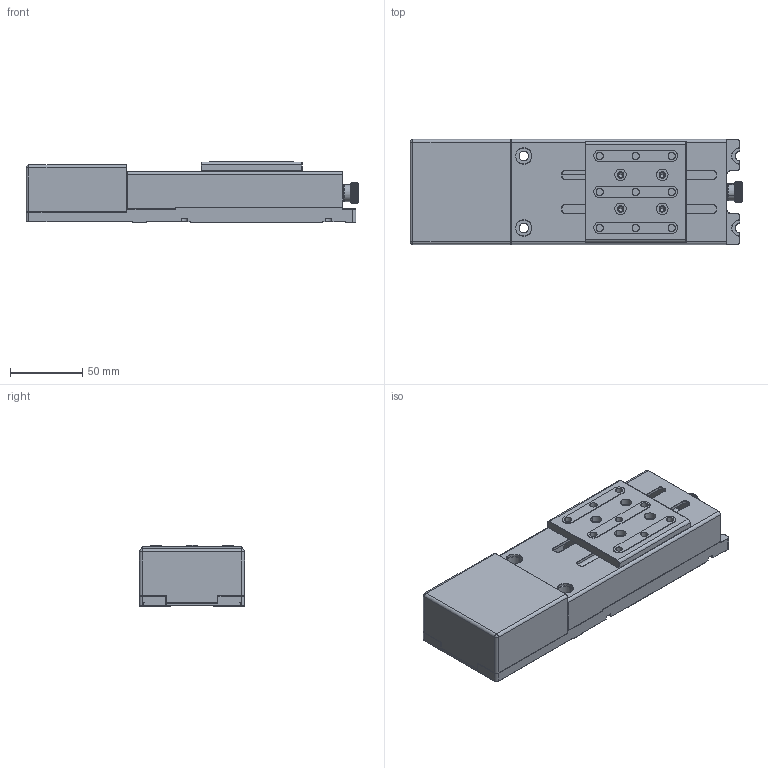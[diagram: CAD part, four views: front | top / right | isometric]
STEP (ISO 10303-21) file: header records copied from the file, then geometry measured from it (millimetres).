
FILE_DESCRIPTION (( 'STEP AP203' ), '1' );
FILE_NAME ('528652.STEP', '2024-09-21T07:57:55', ( '' ), ( '' ), 'SwSTEP 2.0', 'SolidWorks 2020', '' );
FILE_SCHEMA (( 'CONFIG_CONTROL_DESIGN' ));
Length unit declared in the file: millimetre
Products named in the file (1): 528652
Bounding box: 230.5 x 73 x 42.5 mm (x, y, z)
Volume: 432296 mm3; surface area: 185023 mm2
Topology: 45 solids, 45 shells, 2496 faces, 6077 edges, 3678 vertices
Faces by surface type: plane 1311, cylinder 712, cone 467, torus 4, sphere 2
Entity records: 73053 total; most frequent: CARTESIAN_POINT 14044, DIRECTION 12497, ORIENTED_EDGE 11922, EDGE_CURVE 5961, AXIS2_PLACEMENT_3D 4328, VECTOR 3841, LINE 3841, VERTEX_POINT 3678
